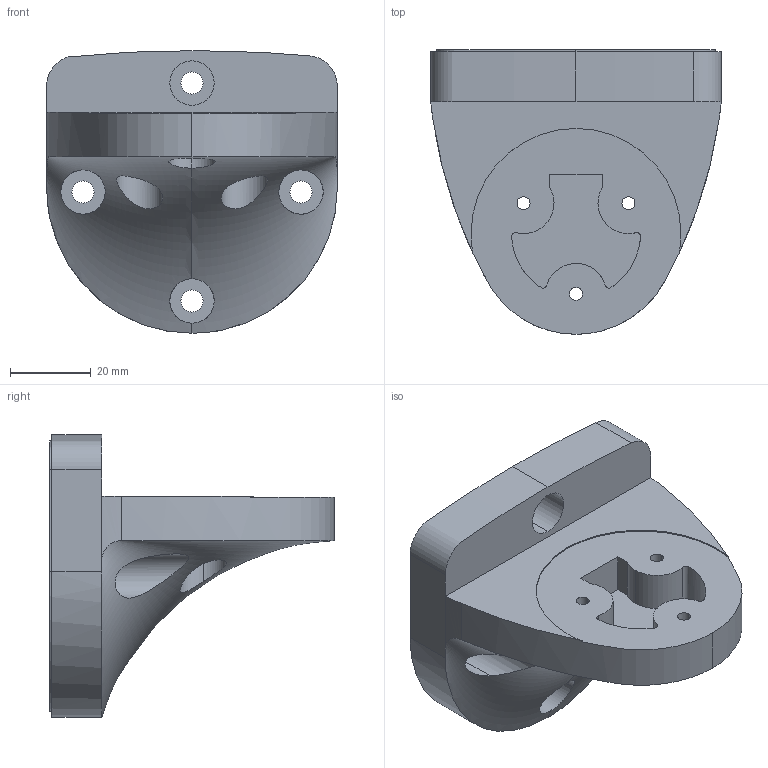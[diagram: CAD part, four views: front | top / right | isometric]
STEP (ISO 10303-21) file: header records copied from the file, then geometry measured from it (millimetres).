
FILE_DESCRIPTION (( 'STEP AP214' ), '1' );
FILE_NAME ('SZK-002W.step', '2018-07-03T12:01:00', ( '' ), ( '' ), 'SwSTEP 2.0', 'SolidWorks 2017', '' );
FILE_SCHEMA (( 'AUTOMOTIVE_DESIGN' ));
Length unit declared in the file: inch
Products named in the file (1): SZK-002W
Bounding box: 72 x 70.5 x 70 mm (x, y, z)
Volume: 99765.2 mm3; surface area: 23848.5 mm2
Topology: 1 solids, 1 shells, 74 faces, 190 edges, 126 vertices
Faces by surface type: cylinder 41, plane 21, bspline 12
Entity records: 6009 total; most frequent: CARTESIAN_POINT 4225, ORIENTED_EDGE 380, DIRECTION 332, EDGE_CURVE 190, AXIS2_PLACEMENT_3D 129, VERTEX_POINT 126, EDGE_LOOP 96, VECTOR 74
